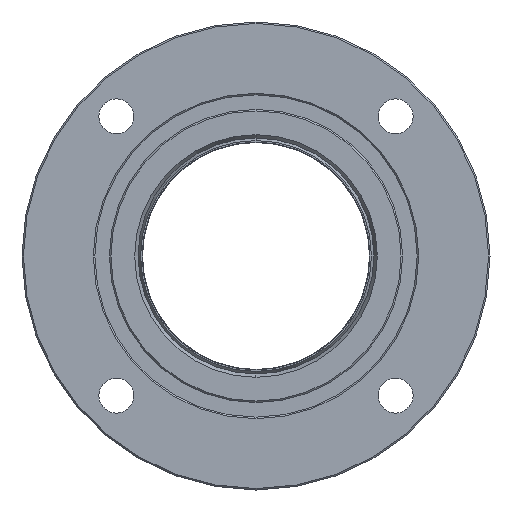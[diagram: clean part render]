
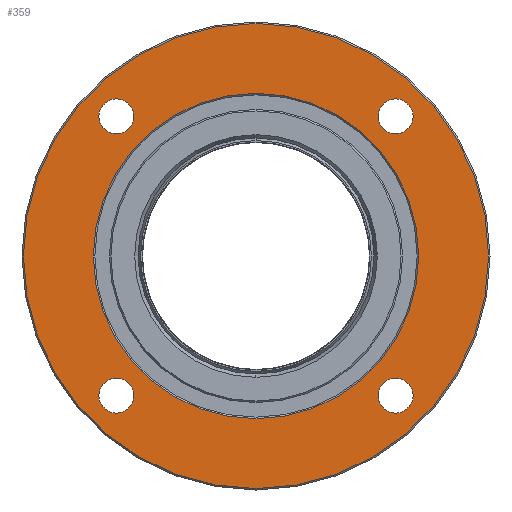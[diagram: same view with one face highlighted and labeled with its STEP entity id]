
A CAD part, left-side view. The second image highlights one B-rep face of the part: STEP entity #359.
In plain terms, the highlighted planar face has unit normal (-1, 0, 0).
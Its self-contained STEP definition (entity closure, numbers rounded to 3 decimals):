
#359=ADVANCED_FACE('',(#2312,#2313,#2314,#2315,#2316,#2317),#2311,.F.);
#2311=PLANE('',#6337);
#2312=FACE_OUTER_BOUND('',#6338,.T.);
#2313=FACE_BOUND('',#6339,.T.);
#2314=FACE_BOUND('',#6340,.T.);
#2315=FACE_BOUND('',#6341,.T.);
#2316=FACE_BOUND('',#6342,.T.);
#2317=FACE_BOUND('',#6343,.T.);
#6334=CARTESIAN_POINT('',(-55.,-147.698,89.5));
#6335=DIRECTION('',(1.,0.,0.));
#6336=DIRECTION('',(0.,0.,-1.));
#6337=AXIS2_PLACEMENT_3D('',#6334,#6335,#6336);
#6338=EDGE_LOOP('',(#7592,#7593));
#6339=EDGE_LOOP('',(#7594,#7595));
#6340=EDGE_LOOP('',(#7596,#7597));
#6341=EDGE_LOOP('',(#7598,#7599));
#6342=EDGE_LOOP('',(#7600,#7601));
#6343=EDGE_LOOP('',(#7602,#7603));
#7592=ORIENTED_EDGE('',*,*,#8228,.T.);
#7593=ORIENTED_EDGE('',*,*,#8229,.T.);
#7594=ORIENTED_EDGE('',*,*,#8230,.F.);
#7595=ORIENTED_EDGE('',*,*,#8231,.F.);
#7596=ORIENTED_EDGE('',*,*,#8232,.F.);
#7597=ORIENTED_EDGE('',*,*,#8233,.F.);
#7598=ORIENTED_EDGE('',*,*,#8234,.F.);
#7599=ORIENTED_EDGE('',*,*,#8235,.F.);
#7600=ORIENTED_EDGE('',*,*,#8236,.F.);
#7601=ORIENTED_EDGE('',*,*,#8237,.F.);
#7602=ORIENTED_EDGE('',*,*,#8238,.F.);
#7603=ORIENTED_EDGE('',*,*,#8239,.F.);
#8228=EDGE_CURVE('',#10860,#10861,#10862,.T.);
#8229=EDGE_CURVE('',#10861,#10860,#10868,.T.);
#8230=EDGE_CURVE('',#10874,#10875,#10876,.T.);
#8231=EDGE_CURVE('',#10875,#10874,#10882,.T.);
#8232=EDGE_CURVE('',#10888,#10889,#10890,.T.);
#8233=EDGE_CURVE('',#10889,#10888,#10896,.T.);
#8234=EDGE_CURVE('',#10902,#10903,#10904,.T.);
#8235=EDGE_CURVE('',#10903,#10902,#10910,.T.);
#8236=EDGE_CURVE('',#10916,#10917,#10918,.T.);
#8237=EDGE_CURVE('',#10917,#10916,#10924,.T.);
#8238=EDGE_CURVE('',#10930,#10931,#10932,.T.);
#8239=EDGE_CURVE('',#10931,#10930,#10938,.T.);
#10860=VERTEX_POINT('',#13732);
#10861=VERTEX_POINT('',#13733);
#10862=CIRCLE('',#13737,79.5);
#10868=CIRCLE('',#13741,79.5);
#10874=VERTEX_POINT('',#13742);
#10875=VERTEX_POINT('',#13743);
#10876=CIRCLE('',#13747,6.);
#10882=CIRCLE('',#13751,6.);
#10888=VERTEX_POINT('',#13752);
#10889=VERTEX_POINT('',#13753);
#10890=CIRCLE('',#13757,6.);
#10896=CIRCLE('',#13761,6.);
#10902=VERTEX_POINT('',#13762);
#10903=VERTEX_POINT('',#13763);
#10904=CIRCLE('',#13767,6.);
#10910=CIRCLE('',#13771,6.);
#10916=VERTEX_POINT('',#13772);
#10917=VERTEX_POINT('',#13773);
#10918=CIRCLE('',#13777,55.6);
#10924=CIRCLE('',#13781,55.6);
#10930=VERTEX_POINT('',#13782);
#10931=VERTEX_POINT('',#13783);
#10932=CIRCLE('',#13787,6.);
#10938=CIRCLE('',#13791,6.);
#13732=CARTESIAN_POINT('',(-55.,0.,79.5));
#13733=CARTESIAN_POINT('',(-55.,0.,-79.5));
#13734=CARTESIAN_POINT('',(-55.,0.,0.));
#13735=DIRECTION('',(-1.,0.,0.));
#13736=DIRECTION('',(0.,0.,1.));
#13737=AXIS2_PLACEMENT_3D('',#13734,#13735,#13736);
#13738=CARTESIAN_POINT('',(-55.,0.,0.));
#13739=DIRECTION('',(-1.,0.,0.));
#13740=DIRECTION('',(0.,0.,1.));
#13741=AXIS2_PLACEMENT_3D('',#13738,#13739,#13740);
#13742=CARTESIAN_POINT('',(-55.,47.73,-41.73));
#13743=CARTESIAN_POINT('',(-55.,47.73,-53.73));
#13744=CARTESIAN_POINT('',(-55.,47.73,-47.73));
#13745=DIRECTION('',(-1.,0.,0.));
#13746=DIRECTION('',(0.,0.,-1.));
#13747=AXIS2_PLACEMENT_3D('',#13744,#13745,#13746);
#13748=CARTESIAN_POINT('',(-55.,47.73,-47.73));
#13749=DIRECTION('',(-1.,0.,0.));
#13750=DIRECTION('',(0.,0.,-1.));
#13751=AXIS2_PLACEMENT_3D('',#13748,#13749,#13750);
#13752=CARTESIAN_POINT('',(-55.,-47.73,-41.73));
#13753=CARTESIAN_POINT('',(-55.,-47.73,-53.73));
#13754=CARTESIAN_POINT('',(-55.,-47.73,-47.73));
#13755=DIRECTION('',(-1.,0.,0.));
#13756=DIRECTION('',(0.,0.,-1.));
#13757=AXIS2_PLACEMENT_3D('',#13754,#13755,#13756);
#13758=CARTESIAN_POINT('',(-55.,-47.73,-47.73));
#13759=DIRECTION('',(-1.,0.,0.));
#13760=DIRECTION('',(0.,0.,-1.));
#13761=AXIS2_PLACEMENT_3D('',#13758,#13759,#13760);
#13762=CARTESIAN_POINT('',(-55.,-47.73,53.73));
#13763=CARTESIAN_POINT('',(-55.,-47.73,41.73));
#13764=CARTESIAN_POINT('',(-55.,-47.73,47.73));
#13765=DIRECTION('',(-1.,0.,0.));
#13766=DIRECTION('',(0.,0.,-1.));
#13767=AXIS2_PLACEMENT_3D('',#13764,#13765,#13766);
#13768=CARTESIAN_POINT('',(-55.,-47.73,47.73));
#13769=DIRECTION('',(-1.,0.,0.));
#13770=DIRECTION('',(0.,0.,-1.));
#13771=AXIS2_PLACEMENT_3D('',#13768,#13769,#13770);
#13772=CARTESIAN_POINT('',(-55.,0.,-55.6));
#13773=CARTESIAN_POINT('',(-55.,0.,55.6));
#13774=CARTESIAN_POINT('',(-55.,0.,0.));
#13775=DIRECTION('',(-1.,0.,0.));
#13776=DIRECTION('',(0.,0.,1.));
#13777=AXIS2_PLACEMENT_3D('',#13774,#13775,#13776);
#13778=CARTESIAN_POINT('',(-55.,0.,0.));
#13779=DIRECTION('',(-1.,0.,0.));
#13780=DIRECTION('',(0.,0.,1.));
#13781=AXIS2_PLACEMENT_3D('',#13778,#13779,#13780);
#13782=CARTESIAN_POINT('',(-55.,47.73,53.73));
#13783=CARTESIAN_POINT('',(-55.,47.73,41.73));
#13784=CARTESIAN_POINT('',(-55.,47.73,47.73));
#13785=DIRECTION('',(-1.,0.,0.));
#13786=DIRECTION('',(0.,0.,-1.));
#13787=AXIS2_PLACEMENT_3D('',#13784,#13785,#13786);
#13788=CARTESIAN_POINT('',(-55.,47.73,47.73));
#13789=DIRECTION('',(-1.,0.,0.));
#13790=DIRECTION('',(0.,0.,-1.));
#13791=AXIS2_PLACEMENT_3D('',#13788,#13789,#13790);
